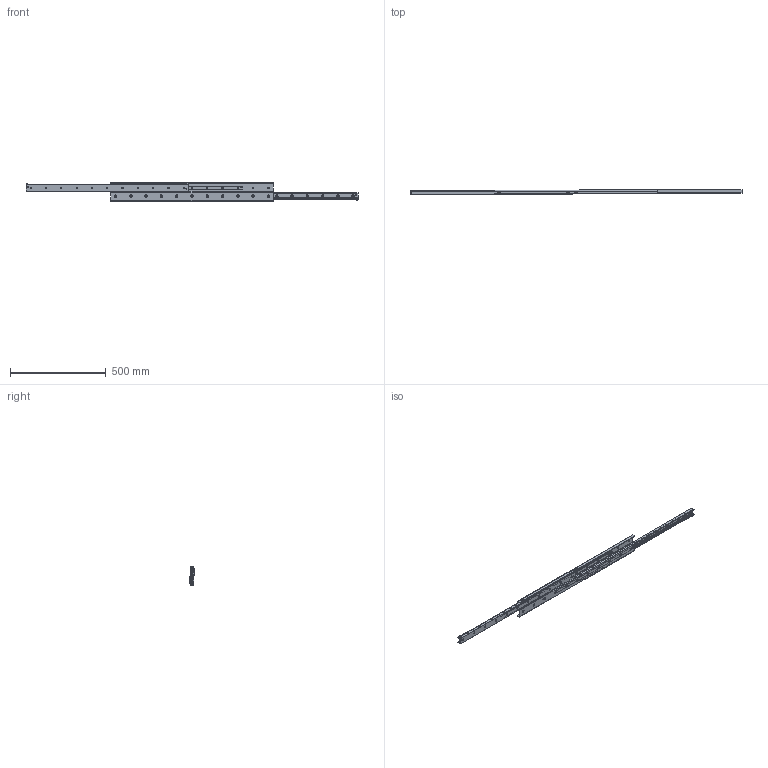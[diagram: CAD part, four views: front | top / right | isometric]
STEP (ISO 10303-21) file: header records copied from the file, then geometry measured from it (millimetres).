
FILE_DESCRIPTION((''),'2;1');
FILE_NAME('LCAS 35.E-0850.stp','2014-03-31T13:40:57',('MRathmann'),(''),'Autodesk Inventor 2012','Autodesk Inventor 2012','');
FILE_SCHEMA(('CONFIG_CONTROL_DESIGN'));
Length unit declared in the file: millimetre
Products named in the file (9): LCAS 35.E-0850; ZP 35-0850.S; LCN 35-0850; LLMG 35-0690; KF.LCA 35-0404.GZ; + AS.L 35 5x3,2; + VKB.L 35 5x10; + AP.L 35; + SP.L 35-block
Assembly tree (23 placements, depth 2):
  LCAS 35.E-0850
    ZP 35-0850.S
    LCN 35-0850  x2
    LLMG 35-0690  x2
    KF.LCA 35-0404.GZ  x2
    + AS.L 35 5x3,2  x4
    + VKB.L 35 5x10  x4
    + AP.L 35  x4
    + SP.L 35-block  x4
Bounding box: 1737 x 22.5 x 97 mm (x, y, z)
Volume: 939386.3 mm3; surface area: 609601.6 mm2
Topology: 23 solids, 23 shells, 884 faces, 2256 edges, 1414 vertices
Faces by surface type: plane 468, cylinder 290, cone 110, sphere 16
Full cylindrical faces by diameter (mm): 3 x28, 3.242 x10, 4 x4, 4.5 x4, 4.8 x4, 4.917 x18, 5 x12, 6 x4, 6.6 x22, 7.5 x22
Entity records: 13977 total; most frequent: CARTESIAN_POINT 2710, DIRECTION 2362, ORIENTED_EDGE 2032, EDGE_CURVE 1016, AXIS2_PLACEMENT_3D 896, EDGE_LOOP 736, VERTEX_POINT 710, VECTOR 570
